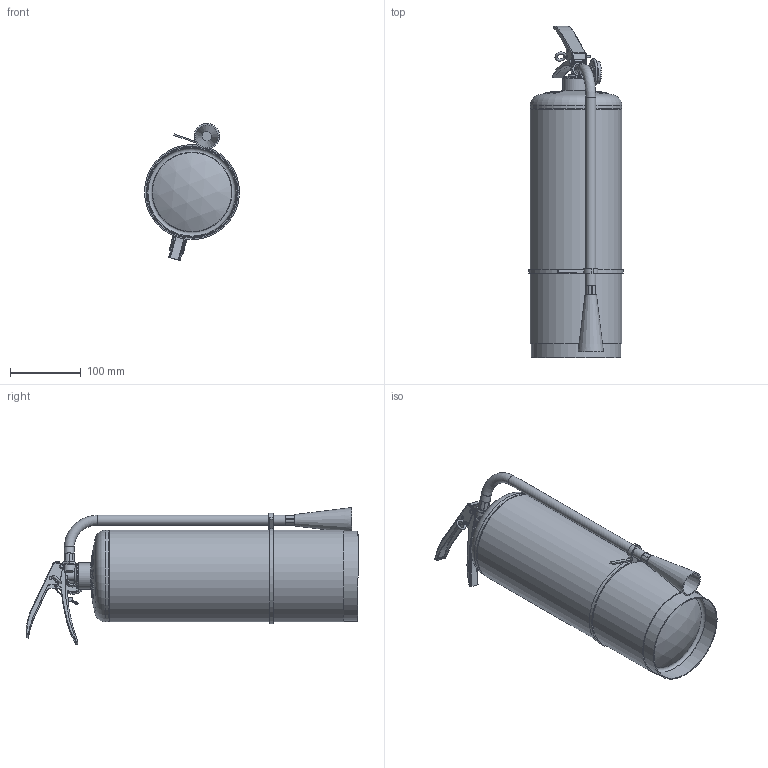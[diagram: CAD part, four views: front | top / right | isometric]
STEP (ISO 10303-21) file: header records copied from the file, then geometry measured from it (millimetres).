
FILE_DESCRIPTION(('STEP AP203'),'1');
FILE_NAME('Binh bot 4kg.stp','2025-07-15T11:54:23',(' '),(' '),'Spatial InterOp 3D',' ',' ');
FILE_SCHEMA(('CONFIG_CONTROL_DESIGN'));
Length unit declared in the file: millimetre
Products named in the file (25): Binh bot 4kg; loa phụt 4kg; đai giữ vòi 4kg; ống hút cụm van; bạc ren; thân 4 kg; nắp 4kg; đáy 4kg; Assembly 13; Dây giữ; chốt tay cầm; đồng hồ; Ren đồng hồ; chốt giữ; chốt đẩy cụm van; trục giữ cụm van; thân van; tay trên cụm van; tay dưới cụm van; ống giữ cụm van; lò xo cụm van; gioăng nhẫn cụm van; gioăng ép cụm van; gioăng chốt cụm van; đệm chặn cụm van
Assembly tree (24 placements, depth 3):
  Binh bot 4kg
    loa phụt 4kg
    đai giữ vòi 4kg
    ống hút cụm van
    bạc ren
    thân 4 kg
    nắp 4kg
    đáy 4kg
    Assembly 13
      Dây giữ
      chốt tay cầm
      đồng hồ
      Ren đồng hồ
      chốt giữ
      chốt đẩy cụm van
      trục giữ cụm van
      thân van
      tay trên cụm van
      tay dưới cụm van
      ống giữ cụm van
      lò xo cụm van
      gioăng nhẫn cụm van
      gioăng ép cụm van
      gioăng chốt cụm van
      đệm chặn cụm van
Bounding box: 134.4 x 469.69 x 193.6 mm (x, y, z)
Volume: 348403.6 mm3; surface area: 467439.8 mm2
Topology: 23 solids, 23 shells, 655 faces, 1764 edges, 1202 vertices
Faces by surface type: plane 267, cylinder 171, bspline 126, torus 39, cone 33, sphere 19
Full cylindrical faces by diameter (mm): 2 x2, 3 x2, 3.3 x1, 3.4 x1, 4 x4, 4.4 x6, 4.405 x4, 5 x4, 5.5 x1, 6 x4, 6.493 x1, 7.4 x1, 8 x1, 9 x2, 10 x5, 12 x2, 14 x2, 16 x4, 18 x1, 19 x1, 20.5 x1, 25 x2, 26 x1, 28 x1, 29.4 x1, 30 x2, 31 x1, 32 x1, 33 x1, 33.2 x1
Entity records: 27781 total; most frequent: CARTESIAN_POINT 9607, ORIENTED_EDGE 3522, DIRECTION 3294, EDGE_CURVE 1761, AXIS2_PLACEMENT_3D 1314, VERTEX_POINT 1202, EDGE_LOOP 757, CIRCLE 735
